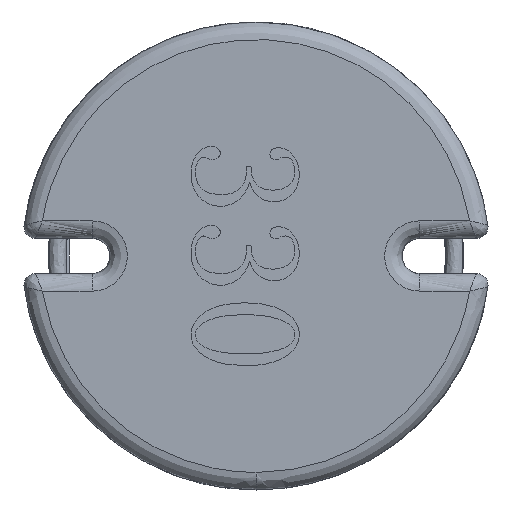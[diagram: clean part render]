
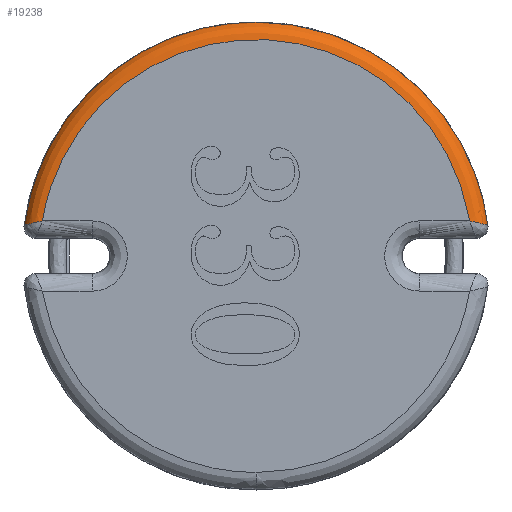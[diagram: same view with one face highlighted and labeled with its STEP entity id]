
A CAD part, front view. The second image highlights one B-rep face of the part: STEP entity #19238.
In plain terms, the highlighted free-form (B-spline) face has degree [2, 2] with [5, 3] control points.
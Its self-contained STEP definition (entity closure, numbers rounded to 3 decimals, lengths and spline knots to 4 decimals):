
#16743 = EDGE_CURVE('',#16744,#16746,#16748,.T.);
#16744 = VERTEX_POINT('',#16745);
#16745 = CARTESIAN_POINT('',(-2.2661,-3.2575,
    0.3008));
#16746 = VERTEX_POINT('',#16747);
#16747 = CARTESIAN_POINT('',(0.,-3.2575,2.286));
#16748 = ( BOUNDED_CURVE() B_SPLINE_CURVE(2,(#16749,#16750,#16751),
.UNSPECIFIED.,.F.,.F.) B_SPLINE_CURVE_WITH_KNOTS((3,3),(1.7028,
3.1416),.PIECEWISE_BEZIER_KNOTS.) CURVE() 
GEOMETRIC_REPRESENTATION_ITEM() RATIONAL_B_SPLINE_CURVE((1.,
0.752,1.)) REPRESENTATION_ITEM('') );
#16749 = CARTESIAN_POINT('',(-2.2661,-3.2575,
    0.3008));
#16750 = CARTESIAN_POINT('',(-2.0026,-3.2575,
    2.286));
#16751 = CARTESIAN_POINT('',(0.,-3.2575,
    2.286));
#17738 = VERTEX_POINT('',#17739);
#17739 = CARTESIAN_POINT('',(2.0866,-3.429,
    0.3429));
#17744 = EDGE_CURVE('',#17738,#17745,#17747,.T.);
#17745 = VERTEX_POINT('',#17746);
#17746 = CARTESIAN_POINT('',(-2.0866,-3.429,
    0.3429));
#17747 = ( BOUNDED_CURVE() B_SPLINE_CURVE(2,(#17748,#17749,#17750,#17751
,#17752),.UNSPECIFIED.,.F.,.F.) B_SPLINE_CURVE_WITH_KNOTS((3,2,3),(
    1.7337,3.1416,4.5495),
.PIECEWISE_BEZIER_KNOTS.) CURVE() GEOMETRIC_REPRESENTATION_ITEM() 
RATIONAL_B_SPLINE_CURVE((1.,0.762,1.,0.762,1.)) 
REPRESENTATION_ITEM('') );
#17748 = CARTESIAN_POINT('',(2.0866,-3.429,
    0.3429));
#17749 = CARTESIAN_POINT('',(1.7954,-3.429,
    2.1145));
#17750 = CARTESIAN_POINT('',(0.,-3.429,
    2.1145));
#17751 = CARTESIAN_POINT('',(-1.7954,-3.429,
    2.1145));
#17752 = CARTESIAN_POINT('',(-2.0866,-3.429,
    0.3429));
#18505 = VERTEX_POINT('',#18506);
#18506 = CARTESIAN_POINT('',(2.2661,-3.2575,
    0.3008));
#18545 = EDGE_CURVE('',#16746,#18505,#18546,.T.);
#18546 = ( BOUNDED_CURVE() B_SPLINE_CURVE(2,(#18547,#18548,#18549),
.UNSPECIFIED.,.F.,.F.) B_SPLINE_CURVE_WITH_KNOTS((3,3),(3.1416,
4.5804),.PIECEWISE_BEZIER_KNOTS.) CURVE() 
GEOMETRIC_REPRESENTATION_ITEM() RATIONAL_B_SPLINE_CURVE((1.,
0.752,1.)) REPRESENTATION_ITEM('') );
#18547 = CARTESIAN_POINT('',(0.,-3.2575,
    2.286));
#18548 = CARTESIAN_POINT('',(2.0026,-3.2575,
    2.286));
#18549 = CARTESIAN_POINT('',(2.2661,-3.2575,
    0.3008));
#19176 = EDGE_CURVE('',#16744,#17745,#19177,.T.);
#19177 = B_SPLINE_CURVE_WITH_KNOTS('',3,(#19178,#19179,#19180,#19181,
    #19182,#19183),.UNSPECIFIED.,.F.,.F.,(4,2,4),(0.,0.0001,
    0.0002),.UNSPECIFIED.);
#19178 = CARTESIAN_POINT('',(-2.2661,-3.2575,
    0.3008));
#19179 = CARTESIAN_POINT('',(-2.2661,-3.3046,
    0.3008));
#19180 = CARTESIAN_POINT('',(-2.2451,-3.35,
    0.3062));
#19181 = CARTESIAN_POINT('',(-2.177,-3.4125,
    0.3227));
#19182 = CARTESIAN_POINT('',(-2.1321,-3.429,
    0.3331));
#19183 = CARTESIAN_POINT('',(-2.0866,-3.429,
    0.3429));
#19238 = ADVANCED_FACE('',(#19239),#19254,.T.);
#19239 = FACE_BOUND('',#19240,.T.);
#19240 = EDGE_LOOP('',(#19241,#19242,#19243,#19252,#19253));
#19241 = ORIENTED_EDGE('',*,*,#19176,.T.);
#19242 = ORIENTED_EDGE('',*,*,#17744,.F.);
#19243 = ORIENTED_EDGE('',*,*,#19244,.F.);
#19244 = EDGE_CURVE('',#18505,#17738,#19245,.T.);
#19245 = B_SPLINE_CURVE_WITH_KNOTS('',3,(#19246,#19247,#19248,#19249,
    #19250,#19251),.UNSPECIFIED.,.F.,.F.,(4,2,4),(0.,0.0001,
    0.0002),.UNSPECIFIED.);
#19246 = CARTESIAN_POINT('',(2.2661,-3.2575,
    0.3008));
#19247 = CARTESIAN_POINT('',(2.2661,-3.3046,
    0.3008));
#19248 = CARTESIAN_POINT('',(2.2451,-3.35,
    0.3062));
#19249 = CARTESIAN_POINT('',(2.177,-3.4125,
    0.3227));
#19250 = CARTESIAN_POINT('',(2.1321,-3.429,0.3331
    ));
#19251 = CARTESIAN_POINT('',(2.0866,-3.429,
    0.3429));
#19252 = ORIENTED_EDGE('',*,*,#18545,.F.);
#19253 = ORIENTED_EDGE('',*,*,#16743,.F.);
#19254 = ( BOUNDED_SURFACE() B_SPLINE_SURFACE(2,2,(
    (#19255,#19256,#19257)
    ,(#19258,#19259,#19260)
    ,(#19261,#19262,#19263)
    ,(#19264,#19265,#19266)
    ,(#19267,#19268,#19269
)),.UNSPECIFIED.,.F.,.F.,.F.) B_SPLINE_SURFACE_WITH_KNOTS((3,2,3),(3,3),
  (1.7028,3.1416,4.5804),(0.,1.5708),
.PIECEWISE_BEZIER_KNOTS.) GEOMETRIC_REPRESENTATION_ITEM() 
RATIONAL_B_SPLINE_SURFACE((
    (1.,0.707,1.)
    ,(0.752,0.532,0.752)
    ,(1.,0.707,1.)
    ,(0.752,0.532,0.752)
,(1.,0.707,1.))) REPRESENTATION_ITEM('') SURFACE() );
#19255 = CARTESIAN_POINT('',(2.2661,-3.2575,
    0.3008));
#19256 = CARTESIAN_POINT('',(2.2661,-3.429,
    0.3008));
#19257 = CARTESIAN_POINT('',(2.0962,-3.429,
    0.2782));
#19258 = CARTESIAN_POINT('',(2.0026,-3.2575,
    2.286));
#19259 = CARTESIAN_POINT('',(2.0026,-3.429,
    2.286));
#19260 = CARTESIAN_POINT('',(1.8524,-3.429,
    2.1145));
#19261 = CARTESIAN_POINT('',(0.,-3.2575,
    2.286));
#19262 = CARTESIAN_POINT('',(0.,-3.429,
    2.286));
#19263 = CARTESIAN_POINT('',(0.,-3.429,
    2.1145));
#19264 = CARTESIAN_POINT('',(-2.0026,-3.2575,
    2.286));
#19265 = CARTESIAN_POINT('',(-2.0026,-3.429,
    2.286));
#19266 = CARTESIAN_POINT('',(-1.8524,-3.429,
    2.1145));
#19267 = CARTESIAN_POINT('',(-2.2661,-3.2575,
    0.3008));
#19268 = CARTESIAN_POINT('',(-2.2661,-3.429,
    0.3008));
#19269 = CARTESIAN_POINT('',(-2.0962,-3.429,
    0.2782));
